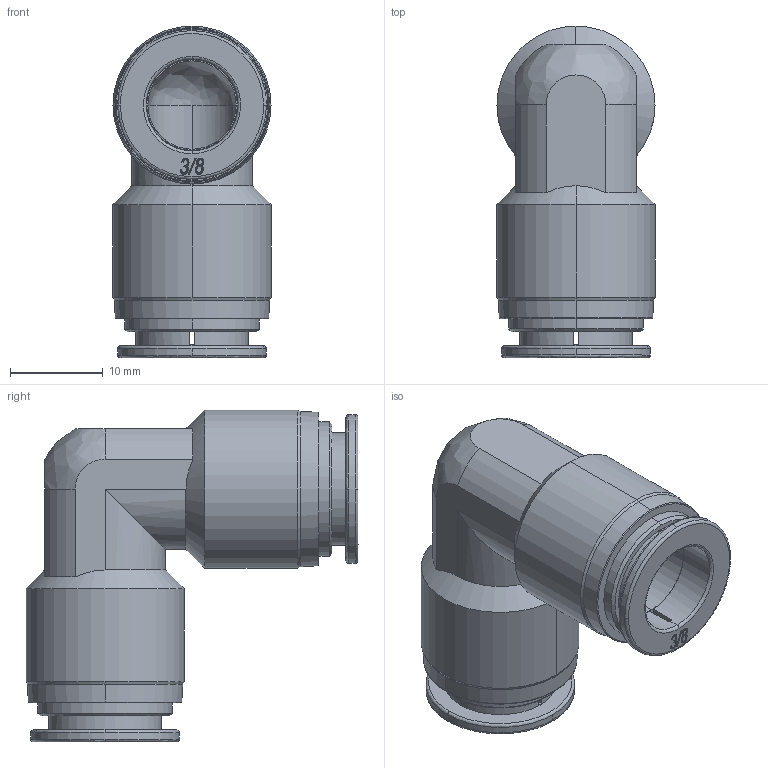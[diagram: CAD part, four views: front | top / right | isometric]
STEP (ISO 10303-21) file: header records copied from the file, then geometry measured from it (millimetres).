
FILE_DESCRIPTION (( 'STEP AP214' ), '1' );
FILE_NAME ('UL38-SS.step', '2018-03-13T19:29:31', ( '' ), ( '' ), 'SwSTEP 2.0', 'SolidWorks 2017', '' );
FILE_SCHEMA (( 'AUTOMOTIVE_DESIGN' ));
Length unit declared in the file: inch
Products named in the file (1): UL38-SS
Bounding box: 17 x 35.7 x 35.7 mm (x, y, z)
Volume: 6043.4 mm3; surface area: 5122.5 mm2
Topology: 1 solids, 1 shells, 193 faces, 504 edges, 328 vertices
Faces by surface type: bspline 86, plane 52, cylinder 35, cone 20
Entity records: 8481 total; most frequent: CARTESIAN_POINT 4309, ORIENTED_EDGE 1006, DIRECTION 615, EDGE_CURVE 503, VERTEX_POINT 328, AXIS2_PLACEMENT_3D 240, B_SPLINE_CURVE_WITH_KNOTS 228, EDGE_LOOP 219
